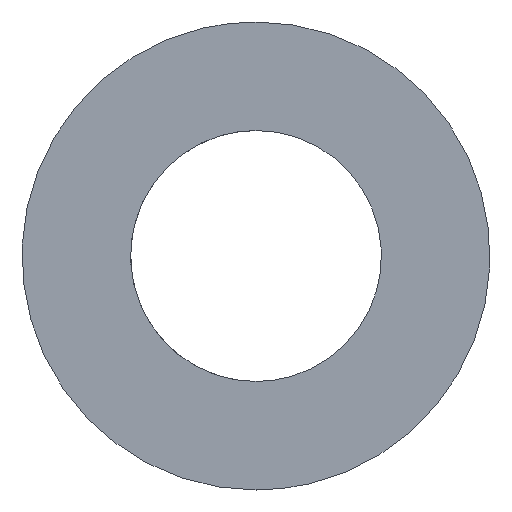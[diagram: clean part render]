
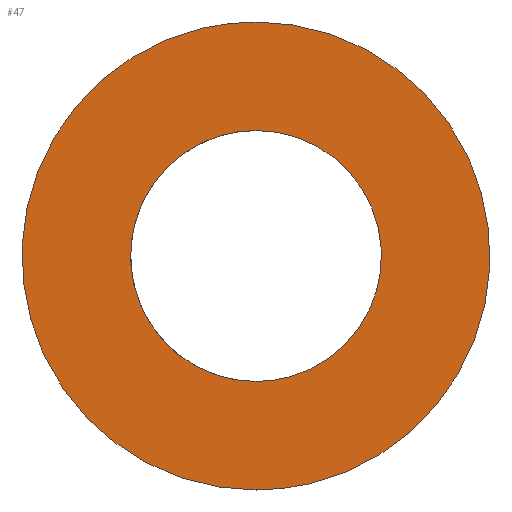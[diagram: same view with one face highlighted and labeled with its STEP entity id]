
A CAD part, left-side view. The second image highlights one B-rep face of the part: STEP entity #47.
In plain terms, the highlighted planar face has unit normal (-1, 0, 0).
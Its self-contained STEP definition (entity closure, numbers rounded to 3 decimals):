
#47=ADVANCED_FACE('',(#101,#102),#103,.T.);
#101=FACE_BOUND('',#195,.T.);
#102=FACE_OUTER_BOUND('',#196,.T.);
#103=PLANE('',#197);
#195=EDGE_LOOP('',(#427,#428));
#196=EDGE_LOOP('',(#429,#430));
#197=AXIS2_PLACEMENT_3D('',#431,#432,#433);
#427=ORIENTED_EDGE('',*,*,#503,.T.);
#428=ORIENTED_EDGE('',*,*,#511,.T.);
#429=ORIENTED_EDGE('',*,*,#513,.F.);
#430=ORIENTED_EDGE('',*,*,#514,.F.);
#431=CARTESIAN_POINT('',(-123.5,59.546,59.54));
#432=DIRECTION('',(-1.0,-0.0,-0.0));
#433=DIRECTION('',(0.0,0.0,-1.0));
#503=EDGE_CURVE('',#554,#551,#555,.T.);
#511=EDGE_CURVE('',#551,#554,#566,.T.);
#513=EDGE_CURVE('',#568,#569,#570,.T.);
#514=EDGE_CURVE('',#569,#568,#571,.T.);
#551=VERTEX_POINT('',#620);
#554=VERTEX_POINT('',#624);
#555=B_SPLINE_CURVE_WITH_KNOTS('',8,(#625,#626,#627,#628,#629,#630,#631,#632,#633),.UNSPECIFIED.,.F.,.F.,(9,9),(0.0,0.096),.UNSPECIFIED.);
#566=B_SPLINE_CURVE_WITH_KNOTS('',8,(#677,#678,#679,#680,#681,#682,#683,#684,#685),.UNSPECIFIED.,.F.,.F.,(9,9),(0.0,0.096),.UNSPECIFIED.);
#568=VERTEX_POINT('',#687);
#569=VERTEX_POINT('',#688);
#570=B_SPLINE_CURVE_WITH_KNOTS('',8,(#689,#690,#691,#692,#693,#694,#695,#696,#697),.UNSPECIFIED.,.F.,.F.,(9,9),(0.0,0.179),.UNSPECIFIED.);
#571=B_SPLINE_CURVE_WITH_KNOTS('',8,(#698,#699,#700,#701,#702,#703,#704,#705,#706),.UNSPECIFIED.,.F.,.F.,(9,9),(0.,0.179),.UNSPECIFIED.);
#620=CARTESIAN_POINT('',(-123.5,0.,30.7));
#624=CARTESIAN_POINT('',(-123.5,0.,-30.7));
#625=CARTESIAN_POINT('',(-123.5,0.,-30.7));
#626=CARTESIAN_POINT('',(-123.5,12.056,-30.7));
#627=CARTESIAN_POINT('',(-123.5,24.112,-25.29));
#628=CARTESIAN_POINT('',(-123.5,33.334,-14.471));
#629=CARTESIAN_POINT('',(-123.5,36.895,-0.003));
#630=CARTESIAN_POINT('',(-123.5,33.334,14.474));
#631=CARTESIAN_POINT('',(-123.5,24.112,25.29));
#632=CARTESIAN_POINT('',(-123.5,12.056,30.7));
#633=CARTESIAN_POINT('',(-123.5,0.,30.7));
#677=CARTESIAN_POINT('',(-123.5,0.,30.7));
#678=CARTESIAN_POINT('',(-123.5,-12.056,30.7));
#679=CARTESIAN_POINT('',(-123.5,-24.112,25.29));
#680=CARTESIAN_POINT('',(-123.5,-33.334,14.471));
#681=CARTESIAN_POINT('',(-123.5,-36.895,0.003));
#682=CARTESIAN_POINT('',(-123.5,-33.334,-14.474));
#683=CARTESIAN_POINT('',(-123.5,-24.112,-25.29));
#684=CARTESIAN_POINT('',(-123.5,-12.056,-30.7));
#685=CARTESIAN_POINT('',(-123.5,0.,-30.7));
#687=CARTESIAN_POINT('',(-123.5,0.,57.25));
#688=CARTESIAN_POINT('',(-123.5,0.,-57.25));
#689=CARTESIAN_POINT('',(-123.5,0.,57.25));
#690=CARTESIAN_POINT('',(-123.5,-22.482,57.25));
#691=CARTESIAN_POINT('',(-123.5,-44.964,47.161));
#692=CARTESIAN_POINT('',(-123.5,-62.162,26.985));
#693=CARTESIAN_POINT('',(-123.5,-68.802,0.006));
#694=CARTESIAN_POINT('',(-123.5,-62.162,-26.992));
#695=CARTESIAN_POINT('',(-123.5,-44.964,-47.162));
#696=CARTESIAN_POINT('',(-123.5,-22.482,-57.25));
#697=CARTESIAN_POINT('',(-123.5,0.,-57.25));
#698=CARTESIAN_POINT('',(-123.5,0.,-57.25));
#699=CARTESIAN_POINT('',(-123.5,22.482,-57.25));
#700=CARTESIAN_POINT('',(-123.5,44.964,-47.161));
#701=CARTESIAN_POINT('',(-123.5,62.162,-26.985));
#702=CARTESIAN_POINT('',(-123.5,68.802,-0.006));
#703=CARTESIAN_POINT('',(-123.5,62.162,26.992));
#704=CARTESIAN_POINT('',(-123.5,44.964,47.162));
#705=CARTESIAN_POINT('',(-123.5,22.482,57.25));
#706=CARTESIAN_POINT('',(-123.5,0.,57.25));
